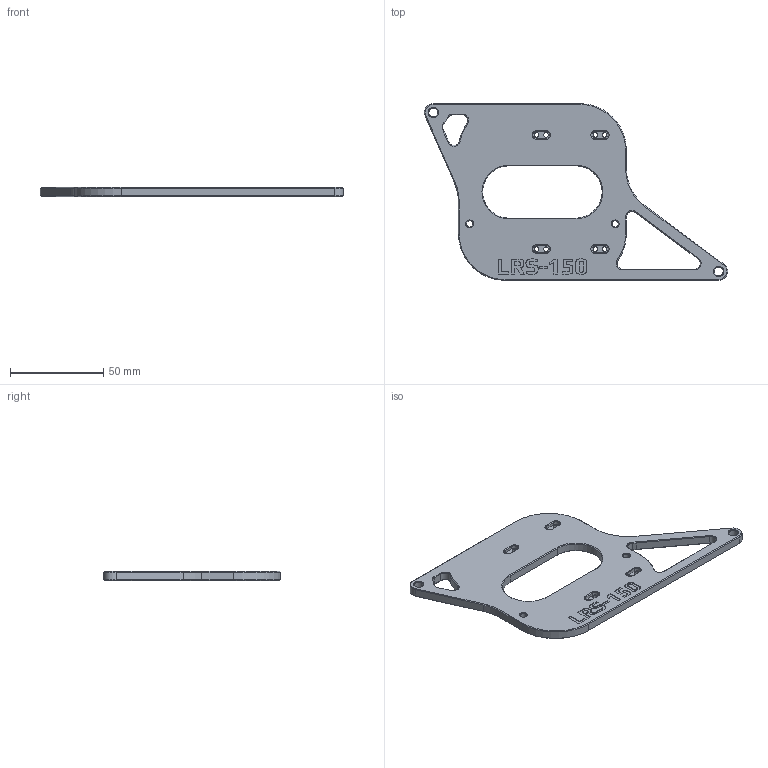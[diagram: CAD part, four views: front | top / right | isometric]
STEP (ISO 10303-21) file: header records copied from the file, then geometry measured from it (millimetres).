
FILE_DESCRIPTION(/* description */ (''),/* implementation_level */ '2;1');
FILE_NAME(/* name */ 'MW_LRS-150_rotated.step',/* time_stamp */ '2023-03-02T20:48:33-08:00',/* author */ (''),/* organization */ (''),/* preprocessor_version */ 'ST-DEVELOPER v19.2',/* originating_system */ 'Autodesk Translation Framework v11.17.0.187',/* authorisation */ '');
FILE_SCHEMA (('AUTOMOTIVE_DESIGN { 1 0 10303 214 3 1 1 }'));
Length unit declared in the file: millimetre
Products named in the file (1): LRS-150_rotated
Bounding box: 162.47 x 94.7 x 5 mm (x, y, z)
Volume: 37491.1 mm3; surface area: 19333.9 mm2
Topology: 1 solids, 1 shells, 295 faces, 744 edges, 464 vertices
Faces by surface type: plane 122, bspline 72, cone 62, cylinder 39
Full cylindrical faces by diameter (mm): 2.4 x8, 3.4 x2, 4.7 x2
Entity records: 9472 total; most frequent: CARTESIAN_POINT 2728, ORIENTED_EDGE 1488, DIRECTION 1188, EDGE_CURVE 744, VERTEX_POINT 464, LINE 460, VECTOR 460, AXIS2_PLACEMENT_3D 364
